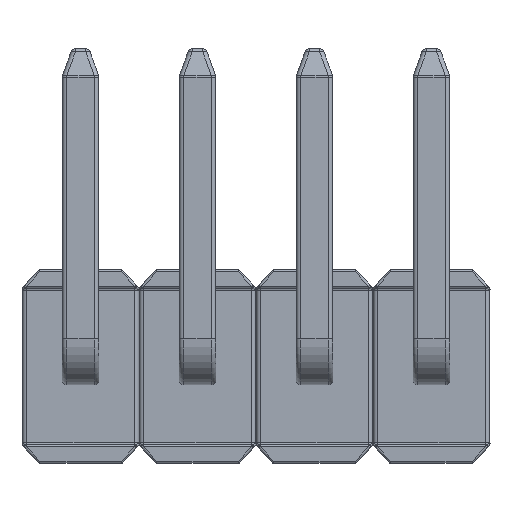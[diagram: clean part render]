
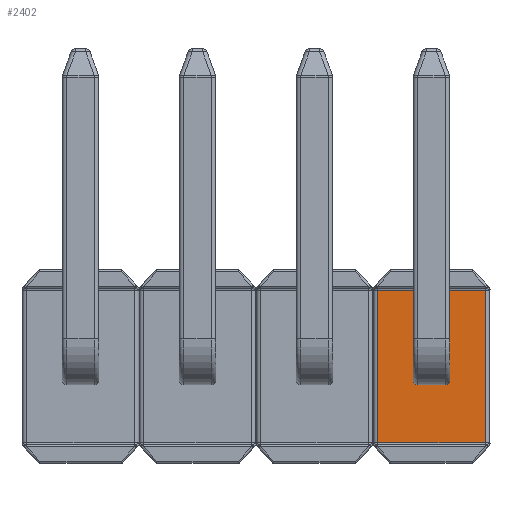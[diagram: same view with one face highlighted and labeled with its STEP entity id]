
A CAD part, front view. The second image highlights one B-rep face of the part: STEP entity #2402.
In plain terms, the highlighted planar face has unit normal (0, -1, 0).
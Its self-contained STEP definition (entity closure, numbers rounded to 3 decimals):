
#17 = ORIENTED_EDGE ( 'NONE', *, *, #2523, .T. ) ;
#19 = ORIENTED_EDGE ( 'NONE', *, *, #1925, .T. ) ;
#29 = EDGE_CURVE ( 'NONE', #1894, #1076, #591, .T. ) ;
#61 = EDGE_CURVE ( 'NONE', #5438, #829, #2879, .T. ) ;
#66 = CARTESIAN_POINT ( 'NONE',  ( 0.2, -1., 0.15 ) ) ;
#74 = VERTEX_POINT ( 'NONE', #1706 ) ;
#102 = LINE ( 'NONE', #3335, #2399 ) ;
#108 = CARTESIAN_POINT ( 'NONE',  ( -0.15, -1., -0.2 ) ) ;
#116 = VECTOR ( 'NONE', #1850, 1000. ) ;
#156 = ORIENTED_EDGE ( 'NONE', *, *, #29, .T. ) ;
#472 = EDGE_CURVE ( 'NONE', #2661, #4913, #3606, .T. ) ;
#569 = VECTOR ( 'NONE', #4302, 1000. ) ;
#579 = EDGE_CURVE ( 'NONE', #4913, #947, #1761, .T. ) ;
#591 = CIRCLE ( 'NONE', #1976, 0.05 ) ;
#829 = VERTEX_POINT ( 'NONE', #3211 ) ;
#872 = CARTESIAN_POINT ( 'NONE',  ( 0.585, -1., 0.83 ) ) ;
#933 = DIRECTION ( 'NONE',  ( 0., 1., 0. ) ) ;
#947 = VERTEX_POINT ( 'NONE', #872 ) ;
#1067 = AXIS2_PLACEMENT_3D ( 'NONE', #4878, #2111, #5338 ) ;
#1076 = VERTEX_POINT ( 'NONE', #3368 ) ;
#1123 = CARTESIAN_POINT ( 'NONE',  ( 0.2, -1., 0. ) ) ;
#1153 = LINE ( 'NONE', #2688, #4674 ) ;
#1170 = EDGE_CURVE ( 'NONE', #5287, #2661, #102, .T. ) ;
#1276 = DIRECTION ( 'NONE',  ( 1., 0., 0. ) ) ;
#1355 = DIRECTION ( 'NONE',  ( 0., 0., 1. ) ) ;
#1686 = CARTESIAN_POINT ( 'NONE',  ( 0.2, -1., 0.2 ) ) ;
#1706 = CARTESIAN_POINT ( 'NONE',  ( -0.2, -1., 0.15 ) ) ;
#1740 = CARTESIAN_POINT ( 'NONE',  ( -0.15, -1., 0.15 ) ) ;
#1761 = LINE ( 'NONE', #3112, #2818 ) ;
#1850 = DIRECTION ( 'NONE',  ( 0., 0., 1. ) ) ;
#1894 = VERTEX_POINT ( 'NONE', #4423 ) ;
#1925 = EDGE_CURVE ( 'NONE', #74, #3033, #4457, .T. ) ;
#1976 = AXIS2_PLACEMENT_3D ( 'NONE', #2914, #5876, #5380 ) ;
#2001 = FACE_OUTER_BOUND ( 'NONE', #4627, .T. ) ;
#2111 = DIRECTION ( 'NONE',  ( 0., 1., 0. ) ) ;
#2185 = DIRECTION ( 'NONE',  ( 0., 0., 1. ) ) ;
#2336 = EDGE_CURVE ( 'NONE', #1894, #5372, #5459, .T. ) ;
#2370 = CARTESIAN_POINT ( 'NONE',  ( -0.585, -1., -0.83 ) ) ;
#2399 = VECTOR ( 'NONE', #3370, 1000. ) ;
#2402 = ADVANCED_FACE ( 'NONE', ( #3065, #2001 ), #5789, .F. ) ;
#2445 = CARTESIAN_POINT ( 'NONE',  ( 0.585, -1., -0.83 ) ) ;
#2458 = AXIS2_PLACEMENT_3D ( 'NONE', #3671, #933, #4154 ) ;
#2523 = EDGE_CURVE ( 'NONE', #829, #74, #4223, .T. ) ;
#2661 = VERTEX_POINT ( 'NONE', #2370 ) ;
#2664 = CARTESIAN_POINT ( 'NONE',  ( -0.585, -1., 0.83 ) ) ;
#2688 = CARTESIAN_POINT ( 'NONE',  ( 0.2, -1., -0.2 ) ) ;
#2817 = EDGE_LOOP ( 'NONE', ( #3659, #3160, #3729, #156, #3821, #5633, #17, #19 ) ) ;
#2818 = VECTOR ( 'NONE', #1355, 1000. ) ;
#2831 = CARTESIAN_POINT ( 'NONE',  ( -0.585, -1., 0.83 ) ) ;
#2857 = CARTESIAN_POINT ( 'NONE',  ( 0.15, -1., 0.2 ) ) ;
#2879 = CIRCLE ( 'NONE', #2895, 0.05 ) ;
#2895 = AXIS2_PLACEMENT_3D ( 'NONE', #5931, #5447, #5787 ) ;
#2914 = CARTESIAN_POINT ( 'NONE',  ( 0.15, -1., -0.15 ) ) ;
#3033 = VERTEX_POINT ( 'NONE', #3165 ) ;
#3065 = FACE_BOUND ( 'NONE', #2817, .T. ) ;
#3112 = CARTESIAN_POINT ( 'NONE',  ( 0.585, -1., 0.85 ) ) ;
#3148 = DIRECTION ( 'NONE',  ( -1., 0., 0. ) ) ;
#3160 = ORIENTED_EDGE ( 'NONE', *, *, #5864, .T. ) ;
#3165 = CARTESIAN_POINT ( 'NONE',  ( -0.15, -1., 0.2 ) ) ;
#3178 = VECTOR ( 'NONE', #1276, 1000. ) ;
#3211 = CARTESIAN_POINT ( 'NONE',  ( -0.2, -1., -0.15 ) ) ;
#3335 = CARTESIAN_POINT ( 'NONE',  ( -0.585, -1., 0. ) ) ;
#3368 = CARTESIAN_POINT ( 'NONE',  ( 0.15, -1., -0.2 ) ) ;
#3370 = DIRECTION ( 'NONE',  ( 0., 0., -1. ) ) ;
#3446 = VECTOR ( 'NONE', #3148, 1000. ) ;
#3606 = LINE ( 'NONE', #5347, #3178 ) ;
#3659 = ORIENTED_EDGE ( 'NONE', *, *, #4673, .F. ) ;
#3671 = CARTESIAN_POINT ( 'NONE',  ( 0.15, -1., 0.15 ) ) ;
#3729 = ORIENTED_EDGE ( 'NONE', *, *, #2336, .F. ) ;
#3821 = ORIENTED_EDGE ( 'NONE', *, *, #4179, .T. ) ;
#4154 = DIRECTION ( 'NONE',  ( 0., 0., 1. ) ) ;
#4179 = EDGE_CURVE ( 'NONE', #1076, #5438, #1153, .T. ) ;
#4223 = LINE ( 'NONE', #5067, #116 ) ;
#4302 = DIRECTION ( 'NONE',  ( 0., 0., 1. ) ) ;
#4303 = EDGE_CURVE ( 'NONE', #947, #5287, #5910, .T. ) ;
#4423 = CARTESIAN_POINT ( 'NONE',  ( 0.2, -1., -0.15 ) ) ;
#4426 = DIRECTION ( 'NONE',  ( -1., 0., 0. ) ) ;
#4457 = CIRCLE ( 'NONE', #4920, 0.05 ) ;
#4521 = VECTOR ( 'NONE', #4426, 1000. ) ;
#4627 = EDGE_LOOP ( 'NONE', ( #5214, #5060, #5733, #4797 ) ) ;
#4673 = EDGE_CURVE ( 'NONE', #5435, #3033, #5898, .T. ) ;
#4674 = VECTOR ( 'NONE', #5943, 1000. ) ;
#4797 = ORIENTED_EDGE ( 'NONE', *, *, #472, .T. ) ;
#4878 = CARTESIAN_POINT ( 'NONE',  ( 0., -1., 0. ) ) ;
#4913 = VERTEX_POINT ( 'NONE', #2445 ) ;
#4920 = AXIS2_PLACEMENT_3D ( 'NONE', #1740, #4950, #2185 ) ;
#4950 = DIRECTION ( 'NONE',  ( 0., 1., 0. ) ) ;
#5060 = ORIENTED_EDGE ( 'NONE', *, *, #4303, .T. ) ;
#5067 = CARTESIAN_POINT ( 'NONE',  ( -0.2, -1., 0. ) ) ;
#5214 = ORIENTED_EDGE ( 'NONE', *, *, #579, .T. ) ;
#5287 = VERTEX_POINT ( 'NONE', #2831 ) ;
#5338 = DIRECTION ( 'NONE',  ( 0., 0., 1. ) ) ;
#5347 = CARTESIAN_POINT ( 'NONE',  ( 0., -1., -0.83 ) ) ;
#5372 = VERTEX_POINT ( 'NONE', #66 ) ;
#5380 = DIRECTION ( 'NONE',  ( 0., 0., 1. ) ) ;
#5435 = VERTEX_POINT ( 'NONE', #2857 ) ;
#5438 = VERTEX_POINT ( 'NONE', #108 ) ;
#5447 = DIRECTION ( 'NONE',  ( 0., 1., 0. ) ) ;
#5459 = LINE ( 'NONE', #1123, #569 ) ;
#5477 = CIRCLE ( 'NONE', #2458, 0.05 ) ;
#5633 = ORIENTED_EDGE ( 'NONE', *, *, #61, .T. ) ;
#5733 = ORIENTED_EDGE ( 'NONE', *, *, #1170, .T. ) ;
#5787 = DIRECTION ( 'NONE',  ( 0., 0., 1. ) ) ;
#5789 = PLANE ( 'NONE',  #1067 ) ;
#5864 = EDGE_CURVE ( 'NONE', #5435, #5372, #5477, .T. ) ;
#5876 = DIRECTION ( 'NONE',  ( 0., 1., 0. ) ) ;
#5898 = LINE ( 'NONE', #1686, #4521 ) ;
#5910 = LINE ( 'NONE', #2664, #3446 ) ;
#5931 = CARTESIAN_POINT ( 'NONE',  ( -0.15, -1., -0.15 ) ) ;
#5943 = DIRECTION ( 'NONE',  ( -1., 0., 0. ) ) ;
